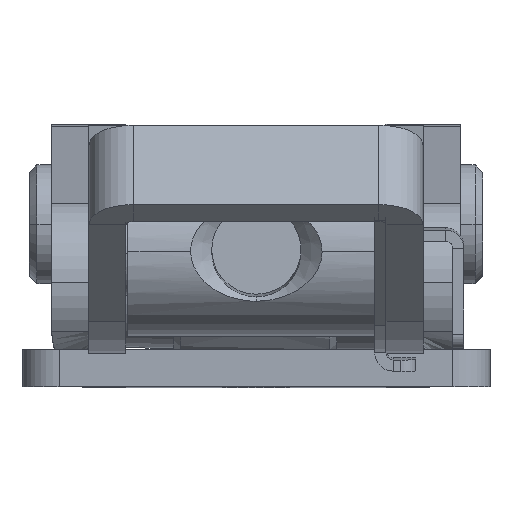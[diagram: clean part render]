
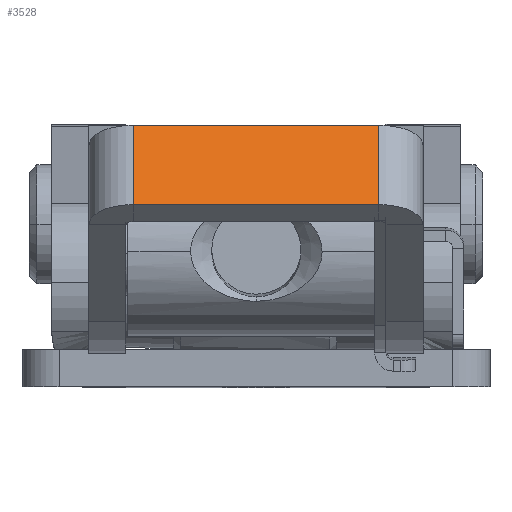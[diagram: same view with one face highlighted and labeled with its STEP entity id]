
A CAD part, top view. The second image highlights one B-rep face of the part: STEP entity #3528.
In plain terms, the highlighted face is planar.
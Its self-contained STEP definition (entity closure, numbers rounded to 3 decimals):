
#172 = LINE ( 'NONE', #1810, #3436 ) ;
#735 = ORIENTED_EDGE ( 'NONE', *, *, #4150, .F. ) ;
#1238 = VECTOR ( 'NONE', #8125, 1000. ) ;
#1255 = EDGE_CURVE ( 'NONE', #6250, #6962, #4598, .T. ) ;
#1810 = CARTESIAN_POINT ( 'NONE',  ( -16.5, -5., -75.097 ) ) ;
#1830 = CARTESIAN_POINT ( 'NONE',  ( 16.5, -5., 0. ) ) ;
#1902 = LINE ( 'NONE', #3755, #5372 ) ;
#2427 = CARTESIAN_POINT ( 'NONE',  ( 173., -5., -75.097 ) ) ;
#2503 = PLANE ( 'NONE',  #2912 ) ;
#2709 = FACE_OUTER_BOUND ( 'NONE', #4957, .T. ) ;
#2723 = ORIENTED_EDGE ( 'NONE', *, *, #3666, .T. ) ;
#2796 = CARTESIAN_POINT ( 'NONE',  ( -16.5, -5., 0. ) ) ;
#2860 = VECTOR ( 'NONE', #6469, 1000. ) ;
#2900 = DIRECTION ( 'NONE',  ( 0., 0., -1. ) ) ;
#2912 = AXIS2_PLACEMENT_3D ( 'NONE', #2427, #4215, #4382 ) ;
#3072 = EDGE_CURVE ( 'NONE', #6962, #8191, #1902, .T. ) ;
#3195 = CARTESIAN_POINT ( 'NONE',  ( 16.5, -5., -75.097 ) ) ;
#3436 = VECTOR ( 'NONE', #2900, 1000. ) ;
#3528 = ADVANCED_FACE ( 'NONE', ( #2709 ), #2503, .T. ) ;
#3666 = EDGE_CURVE ( 'NONE', #7441, #8191, #172, .T. ) ;
#3755 = CARTESIAN_POINT ( 'NONE',  ( 50.962, -5., -12. ) ) ;
#4150 = EDGE_CURVE ( 'NONE', #7441, #6250, #7892, .T. ) ;
#4215 = DIRECTION ( 'NONE',  ( 0., -1., 0. ) ) ;
#4278 = CARTESIAN_POINT ( 'NONE',  ( 16.5, -5., -12. ) ) ;
#4382 = DIRECTION ( 'NONE',  ( 0., 0., -1. ) ) ;
#4542 = DIRECTION ( 'NONE',  ( -1., 0., 0. ) ) ;
#4598 = LINE ( 'NONE', #3195, #2860 ) ;
#4957 = EDGE_LOOP ( 'NONE', ( #7674, #735, #2723, #6542 ) ) ;
#5372 = VECTOR ( 'NONE', #4542, 1000. ) ;
#6250 = VERTEX_POINT ( 'NONE', #1830 ) ;
#6382 = CARTESIAN_POINT ( 'NONE',  ( -16.5, -5., -12. ) ) ;
#6469 = DIRECTION ( 'NONE',  ( 0., 0., -1. ) ) ;
#6542 = ORIENTED_EDGE ( 'NONE', *, *, #3072, .F. ) ;
#6962 = VERTEX_POINT ( 'NONE', #4278 ) ;
#7441 = VERTEX_POINT ( 'NONE', #2796 ) ;
#7674 = ORIENTED_EDGE ( 'NONE', *, *, #1255, .F. ) ;
#7892 = LINE ( 'NONE', #8215, #1238 ) ;
#8125 = DIRECTION ( 'NONE',  ( 1., 0., 0. ) ) ;
#8191 = VERTEX_POINT ( 'NONE', #6382 ) ;
#8215 = CARTESIAN_POINT ( 'NONE',  ( 54.921, -5., 0. ) ) ;
